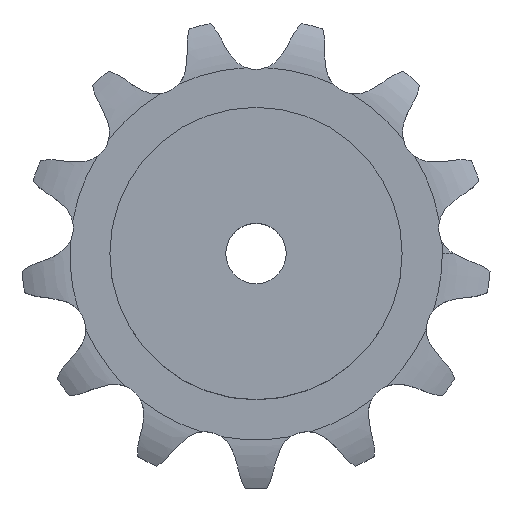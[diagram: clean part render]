
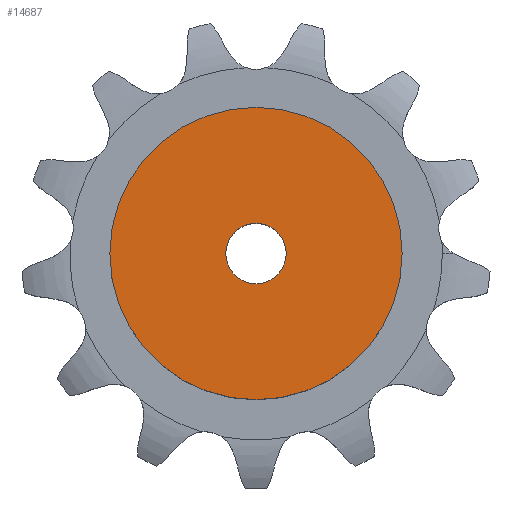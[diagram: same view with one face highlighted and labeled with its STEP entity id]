
A CAD part, top view. The second image highlights one B-rep face of the part: STEP entity #14687.
In plain terms, the highlighted planar face has unit normal (0, 0, 1).
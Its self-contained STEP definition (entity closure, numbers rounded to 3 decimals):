
#2253 = CYLINDRICAL_SURFACE('',#2254,72.5);
#2254 = AXIS2_PLACEMENT_3D('',#2255,#2256,#2257);
#2255 = CARTESIAN_POINT('',(0.,0.,0.));
#2256 = DIRECTION('',(-0.,-0.,-1.));
#2257 = DIRECTION('',(1.,0.,0.));
#9616 = VERTEX_POINT('',#9617);
#9617 = CARTESIAN_POINT('',(72.5,0.,80.));
#9638 = EDGE_CURVE('',#9616,#9616,#9639,.T.);
#9639 = SURFACE_CURVE('',#9640,(#9645,#9652),.PCURVE_S1.);
#9640 = CIRCLE('',#9641,72.5);
#9641 = AXIS2_PLACEMENT_3D('',#9642,#9643,#9644);
#9642 = CARTESIAN_POINT('',(0.,0.,80.));
#9643 = DIRECTION('',(0.,0.,1.));
#9644 = DIRECTION('',(1.,0.,0.));
#9645 = PCURVE('',#2253,#9646);
#9646 = DEFINITIONAL_REPRESENTATION('',(#9647),#9651);
#9647 = LINE('',#9648,#9649);
#9648 = CARTESIAN_POINT('',(-0.,-80.));
#9649 = VECTOR('',#9650,1.);
#9650 = DIRECTION('',(-1.,0.));
#9651 = ( GEOMETRIC_REPRESENTATION_CONTEXT(2) 
PARAMETRIC_REPRESENTATION_CONTEXT() REPRESENTATION_CONTEXT('2D SPACE',''
  ) );
#9652 = PCURVE('',#9653,#9658);
#9653 = PLANE('',#9654);
#9654 = AXIS2_PLACEMENT_3D('',#9655,#9656,#9657);
#9655 = CARTESIAN_POINT('',(0.,0.,80.));
#9656 = DIRECTION('',(0.,0.,1.));
#9657 = DIRECTION('',(1.,0.,0.));
#9658 = DEFINITIONAL_REPRESENTATION('',(#9659),#9663);
#9659 = CIRCLE('',#9660,72.5);
#9660 = AXIS2_PLACEMENT_2D('',#9661,#9662);
#9661 = CARTESIAN_POINT('',(0.,0.));
#9662 = DIRECTION('',(1.,0.));
#9663 = ( GEOMETRIC_REPRESENTATION_CONTEXT(2) 
PARAMETRIC_REPRESENTATION_CONTEXT() REPRESENTATION_CONTEXT('2D SPACE',''
  ) );
#12646 = CYLINDRICAL_SURFACE('',#12647,15.);
#12647 = AXIS2_PLACEMENT_3D('',#12648,#12649,#12650);
#12648 = CARTESIAN_POINT('',(0.,0.,381.981));
#12649 = DIRECTION('',(0.,0.,1.));
#12650 = DIRECTION('',(1.,0.,0.));
#14687 = ADVANCED_FACE('',(#14688,#14691),#9653,.T.);
#14688 = FACE_BOUND('',#14689,.T.);
#14689 = EDGE_LOOP('',(#14690));
#14690 = ORIENTED_EDGE('',*,*,#9638,.T.);
#14691 = FACE_BOUND('',#14692,.T.);
#14692 = EDGE_LOOP('',(#14693));
#14693 = ORIENTED_EDGE('',*,*,#14694,.F.);
#14694 = EDGE_CURVE('',#14695,#14695,#14697,.T.);
#14695 = VERTEX_POINT('',#14696);
#14696 = CARTESIAN_POINT('',(15.,0.,80.));
#14697 = SURFACE_CURVE('',#14698,(#14703,#14710),.PCURVE_S1.);
#14698 = CIRCLE('',#14699,15.);
#14699 = AXIS2_PLACEMENT_3D('',#14700,#14701,#14702);
#14700 = CARTESIAN_POINT('',(0.,0.,80.));
#14701 = DIRECTION('',(0.,0.,1.));
#14702 = DIRECTION('',(1.,0.,0.));
#14703 = PCURVE('',#9653,#14704);
#14704 = DEFINITIONAL_REPRESENTATION('',(#14705),#14709);
#14705 = CIRCLE('',#14706,15.);
#14706 = AXIS2_PLACEMENT_2D('',#14707,#14708);
#14707 = CARTESIAN_POINT('',(0.,0.));
#14708 = DIRECTION('',(1.,0.));
#14709 = ( GEOMETRIC_REPRESENTATION_CONTEXT(2) 
PARAMETRIC_REPRESENTATION_CONTEXT() REPRESENTATION_CONTEXT('2D SPACE',''
  ) );
#14710 = PCURVE('',#12646,#14711);
#14711 = DEFINITIONAL_REPRESENTATION('',(#14712),#14716);
#14712 = LINE('',#14713,#14714);
#14713 = CARTESIAN_POINT('',(0.,-301.981));
#14714 = VECTOR('',#14715,1.);
#14715 = DIRECTION('',(1.,0.));
#14716 = ( GEOMETRIC_REPRESENTATION_CONTEXT(2) 
PARAMETRIC_REPRESENTATION_CONTEXT() REPRESENTATION_CONTEXT('2D SPACE',''
  ) );
